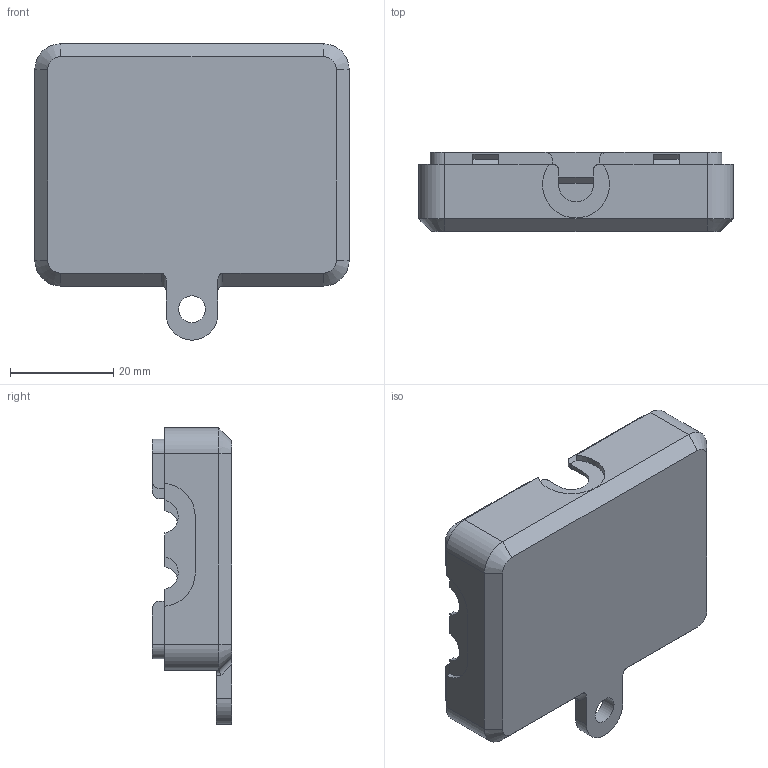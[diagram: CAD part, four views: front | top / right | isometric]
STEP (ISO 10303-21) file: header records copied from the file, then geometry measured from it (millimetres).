
FILE_DESCRIPTION(/* description */ (''),/* implementation_level */ '2;1');
FILE_NAME(/* name */ 'Enabled_Controller_Mini_Bottom_With_Mount.step',/* time_stamp */ '2024-02-16T17:32:21-06:00',/* author */ (''),/* organization */ (''),/* preprocessor_version */ 'ST-DEVELOPER v20',/* originating_system */ 'Autodesk Translation Framework v12.20.1.177',/* authorisation */ '');
FILE_SCHEMA (('AUTOMOTIVE_DESIGN { 1 0 10303 214 3 1 1 }'));
Length unit declared in the file: millimetre
Products named in the file (2): Enabled_Controller_Mini_Case_1.3; Plastic-Case
Assembly tree (1 placements, depth 2):
  Enabled_Controller_Mini_Case_1.3
    Plastic-Case
Bounding box: 61 x 15.4 x 57.5 mm (x, y, z)
Volume: 10479.1 mm3; surface area: 11421.9 mm2
Topology: 1 solids, 1 shells, 285 faces, 752 edges, 483 vertices
Faces by surface type: plane 126, bspline 88, cylinder 55, cone 16
Full cylindrical faces by diameter (mm): 3 x4, 4 x4, 5.2 x1
Entity records: 9635 total; most frequent: CARTESIAN_POINT 3019, ORIENTED_EDGE 1504, DIRECTION 1107, EDGE_CURVE 752, VERTEX_POINT 483, LINE 445, VECTOR 445, AXIS2_PLACEMENT_3D 331
